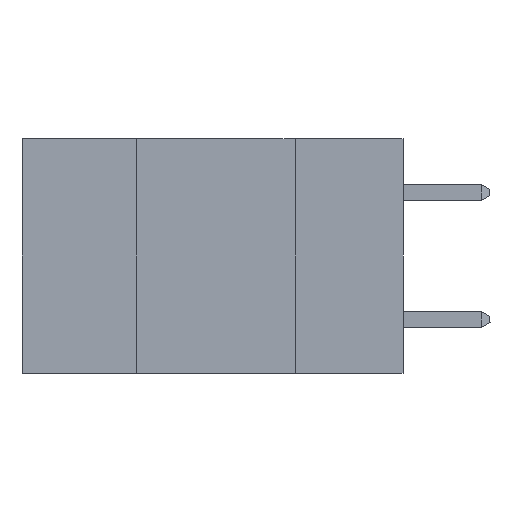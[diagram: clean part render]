
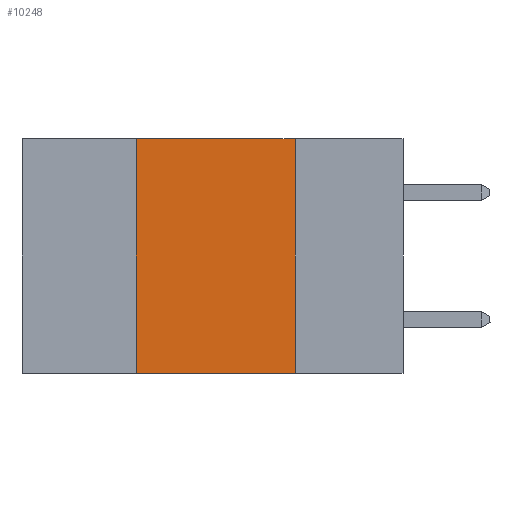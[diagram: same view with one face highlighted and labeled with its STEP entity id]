
A CAD part, left-side view. The second image highlights one B-rep face of the part: STEP entity #10248.
In plain terms, the highlighted planar face has unit normal (-1, 0, 0).
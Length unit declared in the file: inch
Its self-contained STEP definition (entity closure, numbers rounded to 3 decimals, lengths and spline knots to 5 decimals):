
#198 = EDGE_CURVE ( 'NONE', #1255, #27341, #22442, .T. ) ;
#1255 = VERTEX_POINT ( 'NONE', #24402 ) ;
#1371 = CARTESIAN_POINT ( 'NONE',  ( 0., 0.6, 0. ) ) ;
#1651 = ORIENTED_EDGE ( 'NONE', *, *, #25718, .F. ) ;
#3161 = AXIS2_PLACEMENT_3D ( 'NONE', #10348, #12833, #13379 ) ;
#3458 = CARTESIAN_POINT ( 'NONE',  ( 0., 0.17, 0. ) ) ;
#4803 = FACE_OUTER_BOUND ( 'NONE', #31884, .T. ) ;
#4876 = CARTESIAN_POINT ( 'NONE',  ( 0., 0.42, 0. ) ) ;
#6054 = DIRECTION ( 'NONE',  ( 0., -1., 0. ) ) ;
#6476 = CARTESIAN_POINT ( 'NONE',  ( 0., 0.42, -0.37 ) ) ;
#7116 = VECTOR ( 'NONE', #11796, 39.37008 ) ;
#8869 = DIRECTION ( 'NONE',  ( 0., -1., 0. ) ) ;
#10248 = ADVANCED_FACE ( 'NONE', ( #4803 ), #20258, .F. ) ;
#10348 = CARTESIAN_POINT ( 'NONE',  ( 0., 0.6, 0. ) ) ;
#11796 = DIRECTION ( 'NONE',  ( 0., 0., 1. ) ) ;
#12517 = LINE ( 'NONE', #20992, #24710 ) ;
#12833 = DIRECTION ( 'NONE',  ( 1., 0., 0. ) ) ;
#13373 = EDGE_CURVE ( 'NONE', #30362, #31403, #22354, .T. ) ;
#13379 = DIRECTION ( 'NONE',  ( 0., 0., -1. ) ) ;
#13908 = EDGE_CURVE ( 'NONE', #30362, #27341, #12517, .T. ) ;
#13929 = ORIENTED_EDGE ( 'NONE', *, *, #13373, .F. ) ;
#14219 = VECTOR ( 'NONE', #8869, 39.37008 ) ;
#14846 = CARTESIAN_POINT ( 'NONE',  ( 0., 0.17, -0.37 ) ) ;
#20258 = PLANE ( 'NONE',  #3161 ) ;
#20992 = CARTESIAN_POINT ( 'NONE',  ( 0., 0.6, -0.37 ) ) ;
#22354 = LINE ( 'NONE', #24241, #7116 ) ;
#22442 = LINE ( 'NONE', #3458, #24420 ) ;
#22711 = ORIENTED_EDGE ( 'NONE', *, *, #198, .F. ) ;
#23642 = DIRECTION ( 'NONE',  ( 0., 0., -1. ) ) ;
#24241 = CARTESIAN_POINT ( 'NONE',  ( 0., 0.42, 0. ) ) ;
#24402 = CARTESIAN_POINT ( 'NONE',  ( 0., 0.17, 0. ) ) ;
#24420 = VECTOR ( 'NONE', #23642, 39.37008 ) ;
#24710 = VECTOR ( 'NONE', #6054, 39.37008 ) ;
#25718 = EDGE_CURVE ( 'NONE', #31403, #1255, #27531, .T. ) ;
#27341 = VERTEX_POINT ( 'NONE', #14846 ) ;
#27531 = LINE ( 'NONE', #1371, #14219 ) ;
#30362 = VERTEX_POINT ( 'NONE', #6476 ) ;
#31403 = VERTEX_POINT ( 'NONE', #4876 ) ;
#31752 = ORIENTED_EDGE ( 'NONE', *, *, #13908, .T. ) ;
#31884 = EDGE_LOOP ( 'NONE', ( #22711, #1651, #13929, #31752 ) ) ;
